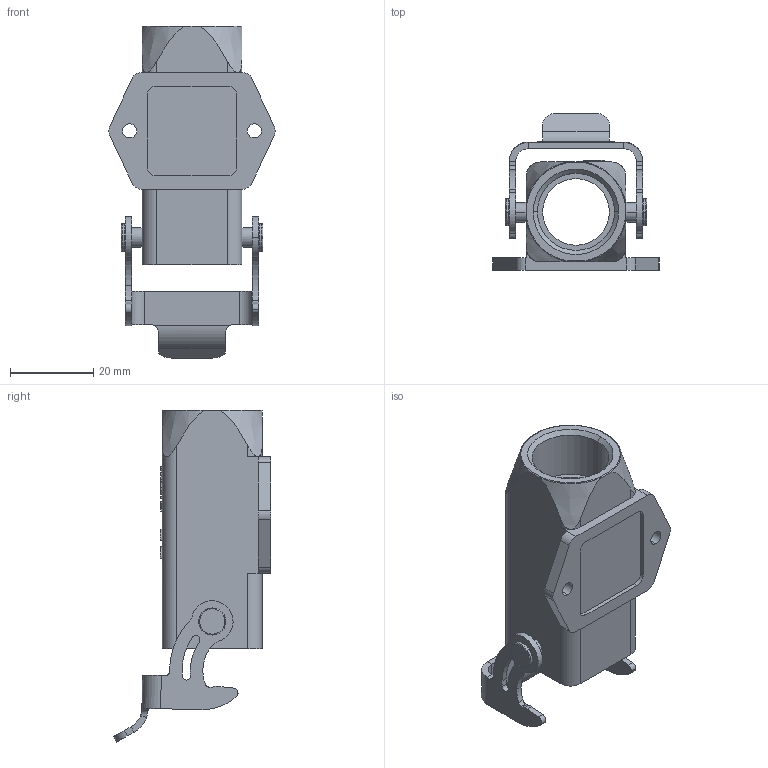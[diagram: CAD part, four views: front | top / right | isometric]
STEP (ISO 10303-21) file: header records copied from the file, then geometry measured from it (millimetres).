
FILE_DESCRIPTION((''),'2;1');
FILE_NAME('3D_1120032251002_H3A-MSF-1L_S-M','2024-01-19T',('yp.zhu'),(''),'PRO/ENGINEER BY PARAMETRIC TECHNOLOGY CORPORATION, 2012480','PRO/ENGINEER BY PARAMETRIC TECHNOLOGY CORPORATION, 2012480','');
FILE_SCHEMA(('CONFIG_CONTROL_DESIGN'));
Length unit declared in the file: millimetre
Products named in the file (1): 3D_1120032251002_H3A-MSF-1L_S-M
Bounding box: 39.98 x 37.75 x 79.75 mm (x, y, z)
Volume: 12773.6 mm3; surface area: 13624.7 mm2
Topology: 1 solids, 1 shells, 278 faces, 735 edges, 474 vertices
Faces by surface type: plane 122, cylinder 114, cone 24, torus 12, bspline 6
Entity records: 9094 total; most frequent: CARTESIAN_POINT 2040, DIRECTION 1481, ORIENTED_EDGE 1462, EDGE_CURVE 731, AXIS2_PLACEMENT_3D 530, VERTEX_POINT 474, VECTOR 421, LINE 421
